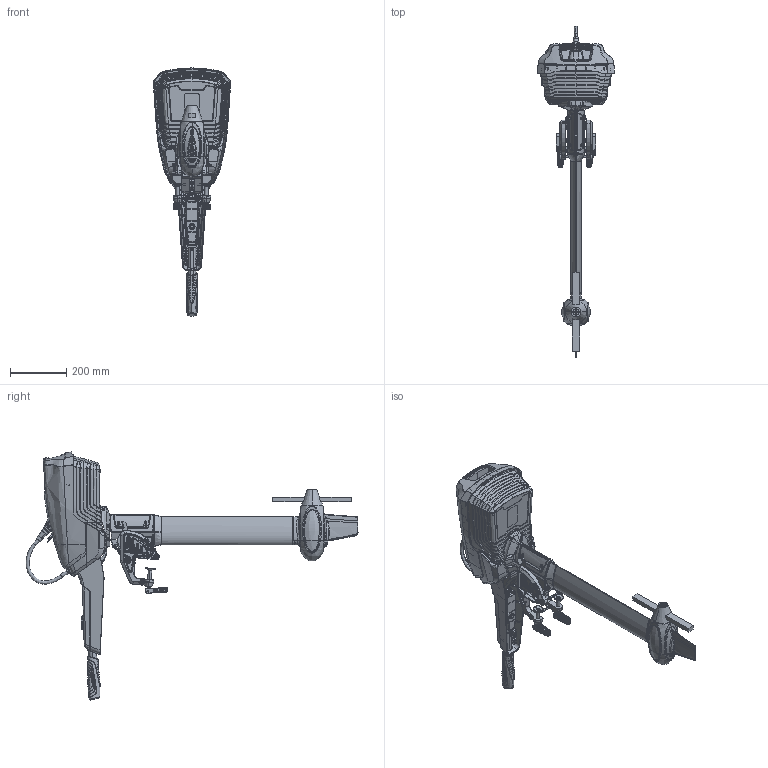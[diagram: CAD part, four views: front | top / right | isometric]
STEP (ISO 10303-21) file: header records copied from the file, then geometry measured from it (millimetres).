
FILE_DESCRIPTION (( 'STEP AP214' ), '1' );
FILE_NAME ('SPIRIT 1.0 Plus 整机总装配-市场部-外部面.STEP', '2022-12-01T08:25:27', ( '' ), ( '' ), 'SwSTEP 2.0', 'SolidWorks 2016', '' );
FILE_SCHEMA (( 'AUTOMOTIVE_DESIGN' ));
Length unit declared in the file: millimetre
Products named in the file (1): SPIRIT 1.0 Plus 整机总装配-市场部-外部面
Bounding box: 275.19 x 1176.95 x 879.66 mm (x, y, z)
Surface area: 1185411.5 mm2 (no closed solid volume)
Topology: 0 solids, 250 shells, 3320 faces, 16914 edges, 13379 vertices
Faces by surface type: bspline 1365, plane 747, cylinder 712, cone 262, torus 222, sphere 12
Entity records: 380346 total; most frequent: CARTESIAN_POINT 237461, ORIENTED_EDGE 22828, EDGE_CURVE 16890, DIRECTION 14099, VERTEX_POINT 13376, B_SPLINE_CURVE_WITH_KNOTS 8701, AXIS2_PLACEMENT_3D 4733, VECTOR 4633
